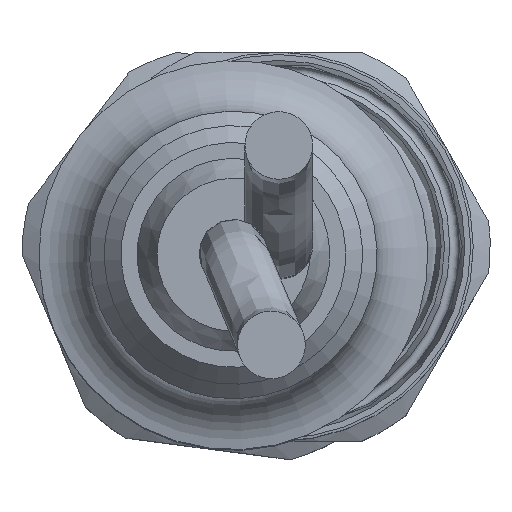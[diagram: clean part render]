
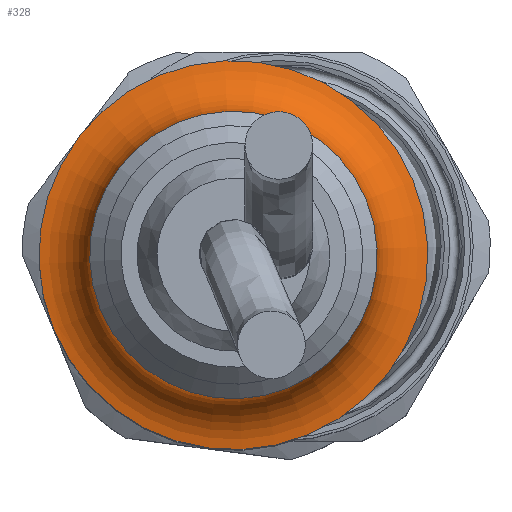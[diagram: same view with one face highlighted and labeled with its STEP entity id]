
A CAD part, top view. The second image highlights one B-rep face of the part: STEP entity #328.
In plain terms, the highlighted toroidal (fillet/blend) face has major radius 11.815 mm and minor radius 3.315 mm.
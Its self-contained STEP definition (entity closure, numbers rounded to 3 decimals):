
#328 = ADVANCED_FACE( '', ( #715, #716 ), #717, .F. );
#715 = FACE_OUTER_BOUND( '', #2317, .T. );
#716 = FACE_OUTER_BOUND( '', #2318, .T. );
#717 = TOROIDAL_SURFACE( '', #2319, 11.815, 3.315 );
#2317 = EDGE_LOOP( '', ( #2982 ) );
#2318 = EDGE_LOOP( '', ( #2983 ) );
#2319 = AXIS2_PLACEMENT_3D( '', #2984, #2985, #2986 );
#2982 = ORIENTED_EDGE( '', *, *, #3071, .T. );
#2983 = ORIENTED_EDGE( '', *, *, #3191, .F. );
#2984 = CARTESIAN_POINT( '', ( 0., 0., 10.5 ) );
#2985 = DIRECTION( '', ( 0., 0., 1. ) );
#2986 = DIRECTION( '', ( 1., 0., 0. ) );
#3071 = EDGE_CURVE( '', #3348, #3348, #3349, .T. );
#3191 = EDGE_CURVE( '', #3531, #3531, #3532, .T. );
#3348 = VERTEX_POINT( '', #3735 );
#3349 = CIRCLE( '', #3736, 11.5 );
#3531 = VERTEX_POINT( '', #4019 );
#3532 = CIRCLE( '', #4020, 8.5 );
#3735 = CARTESIAN_POINT( '', ( 11.5, 0., 7.2 ) );
#3736 = AXIS2_PLACEMENT_3D( '', #4255, #4256, #4257 );
#4019 = CARTESIAN_POINT( '', ( 8.5, 0., 10.5 ) );
#4020 = AXIS2_PLACEMENT_3D( '', #4407, #4408, #4409 );
#4255 = CARTESIAN_POINT( '', ( 0., 0., 7.2 ) );
#4256 = DIRECTION( '', ( 0., 0., 1. ) );
#4257 = DIRECTION( '', ( 1., 0., 0. ) );
#4407 = CARTESIAN_POINT( '', ( 0., 0., 10.5 ) );
#4408 = DIRECTION( '', ( 0., 0., 1. ) );
#4409 = DIRECTION( '', ( 1., 0., 0. ) );
